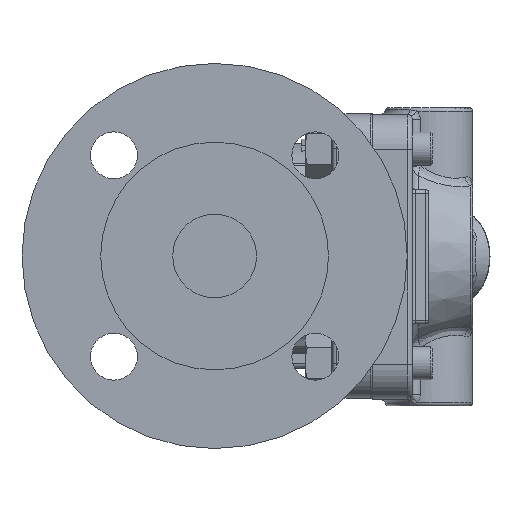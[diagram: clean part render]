
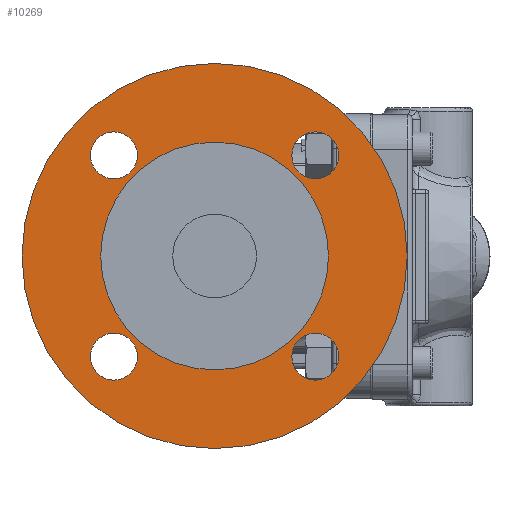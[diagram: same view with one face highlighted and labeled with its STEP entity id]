
A CAD part, left-side view. The second image highlights one B-rep face of the part: STEP entity #10269.
In plain terms, the highlighted planar face has unit normal (-1, 0, 0).
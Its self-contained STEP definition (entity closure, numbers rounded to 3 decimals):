
#760=FACE_BOUND('',#3358,.T.);
#761=FACE_BOUND('',#3359,.T.);
#762=FACE_BOUND('',#3360,.T.);
#763=FACE_BOUND('',#3361,.T.);
#764=FACE_BOUND('',#3362,.T.);
#2689=FACE_OUTER_BOUND('',#3357,.T.);
#3357=EDGE_LOOP('',(#9370));
#3358=EDGE_LOOP('',(#9371));
#3359=EDGE_LOOP('',(#9372));
#3360=EDGE_LOOP('',(#9373));
#3361=EDGE_LOOP('',(#9374));
#3362=EDGE_LOOP('',(#9375));
#3853=CIRCLE('',#11333,57.5);
#3859=CIRCLE('',#11342,7.);
#3861=CIRCLE('',#11347,7.);
#3862=CIRCLE('',#11348,7.);
#3863=CIRCLE('',#11349,7.);
#3864=CIRCLE('',#11350,34.);
#4798=VERTEX_POINT('',#23047);
#4804=VERTEX_POINT('',#23064);
#4806=VERTEX_POINT('',#23073);
#4807=VERTEX_POINT('',#23075);
#4808=VERTEX_POINT('',#23077);
#4809=VERTEX_POINT('',#23079);
#6321=EDGE_CURVE('',#4798,#4798,#3853,.T.);
#6328=EDGE_CURVE('',#4804,#4804,#3859,.T.);
#6332=EDGE_CURVE('',#4806,#4806,#3861,.T.);
#6333=EDGE_CURVE('',#4807,#4807,#3862,.T.);
#6334=EDGE_CURVE('',#4808,#4808,#3863,.T.);
#6335=EDGE_CURVE('',#4809,#4809,#3864,.T.);
#9370=ORIENTED_EDGE('',*,*,#6321,.F.);
#9371=ORIENTED_EDGE('',*,*,#6332,.T.);
#9372=ORIENTED_EDGE('',*,*,#6333,.T.);
#9373=ORIENTED_EDGE('',*,*,#6334,.T.);
#9374=ORIENTED_EDGE('',*,*,#6328,.F.);
#9375=ORIENTED_EDGE('',*,*,#6335,.F.);
#9650=PLANE('',#11346);
#10269=ADVANCED_FACE('',(#2689,#760,#761,#762,#763,#764),#9650,.T.);
#11333=AXIS2_PLACEMENT_3D('',#23049,#13948,#13949);
#11342=AXIS2_PLACEMENT_3D('',#23065,#13967,#13968);
#11346=AXIS2_PLACEMENT_3D('',#23072,#13977,#13978);
#11347=AXIS2_PLACEMENT_3D('',#23074,#13979,#13980);
#11348=AXIS2_PLACEMENT_3D('',#23076,#13981,#13982);
#11349=AXIS2_PLACEMENT_3D('',#23078,#13983,#13984);
#11350=AXIS2_PLACEMENT_3D('',#23080,#13985,#13986);
#13948=DIRECTION('center_axis',(1.,0.,0.));
#13949=DIRECTION('ref_axis',(0.,0.,
-1.));
#13967=DIRECTION('center_axis',(-1.,0.,0.));
#13968=DIRECTION('ref_axis',(0.,0.,
1.));
#13977=DIRECTION('center_axis',(-1.,0.,0.));
#13978=DIRECTION('ref_axis',(0.,0.,
1.));
#13979=DIRECTION('center_axis',(1.,0.,0.));
#13980=DIRECTION('ref_axis',(0.,1.,0.));
#13981=DIRECTION('center_axis',(1.,0.,0.));
#13982=DIRECTION('ref_axis',(0.,0.,
-1.));
#13983=DIRECTION('center_axis',(1.,0.,0.));
#13984=DIRECTION('ref_axis',(0.,-1.,0.));
#13985=DIRECTION('center_axis',(-1.,0.,0.));
#13986=DIRECTION('ref_axis',(0.,0.,
-1.));
#23047=CARTESIAN_POINT('',(-83.417,9.049,60.252));
#23049=CARTESIAN_POINT('Origin',(-83.417,9.049,2.752));
#23064=CARTESIAN_POINT('',(-83.417,39.101,-34.3));
#23065=CARTESIAN_POINT('Origin',(-83.417,39.101,-27.3));
#23072=CARTESIAN_POINT('Origin',(-83.417,9.049,2.752));
#23073=CARTESIAN_POINT('',(-83.417,-28.003,-27.3));
#23074=CARTESIAN_POINT('Origin',(-83.417,-21.003,-27.3));
#23075=CARTESIAN_POINT('',(-83.417,-21.003,39.804));
#23076=CARTESIAN_POINT('Origin',(-83.417,-21.003,32.804));
#23077=CARTESIAN_POINT('',(-83.417,46.101,32.804));
#23078=CARTESIAN_POINT('Origin',(-83.417,39.101,32.804));
#23079=CARTESIAN_POINT('',(-83.417,9.049,36.752));
#23080=CARTESIAN_POINT('Origin',(-83.417,9.049,2.752));
